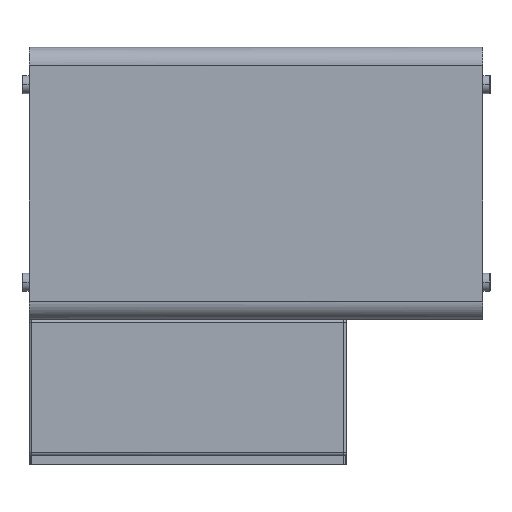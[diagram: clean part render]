
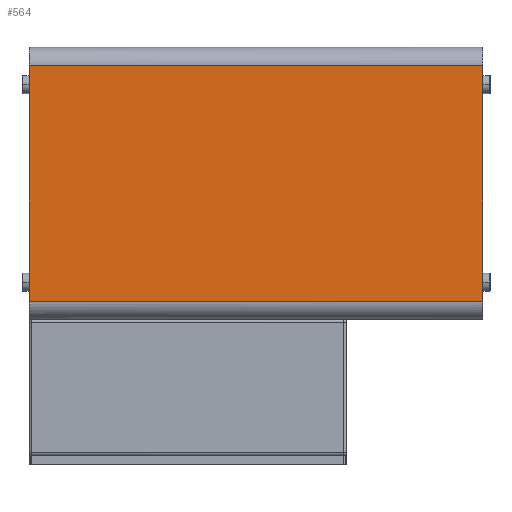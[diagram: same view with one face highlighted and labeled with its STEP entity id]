
A CAD part, left-side view. The second image highlights one B-rep face of the part: STEP entity #564.
In plain terms, the highlighted planar face has unit normal (-1, 0, 0).
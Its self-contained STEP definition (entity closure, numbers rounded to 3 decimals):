
#564=ADVANCED_FACE('',(#857),#4222,.T.);
#857=FACE_OUTER_BOUND('',#1195,.T.);
#1195=EDGE_LOOP('',(#2250,#2251,#2252,#2253));
#2250=ORIENTED_EDGE('',*,*,#3005,.T.);
#2251=ORIENTED_EDGE('',*,*,#3006,.T.);
#2252=ORIENTED_EDGE('',*,*,#2990,.T.);
#2253=ORIENTED_EDGE('',*,*,#3002,.F.);
#2990=EDGE_CURVE('',#4057,#4064,#3225,.T.);
#3002=EDGE_CURVE('',#4070,#4064,#3651,.T.);
#3005=EDGE_CURVE('',#4070,#4071,#3230,.T.);
#3006=EDGE_CURVE('',#4071,#4057,#3231,.T.);
#3225=B_SPLINE_CURVE_WITH_KNOTS('',1,(#8083,#8084),.UNSPECIFIED.,.F.,.F.,
(2,2),(-26.,0.),.UNSPECIFIED.);
#3230=B_SPLINE_CURVE_WITH_KNOTS('',1,(#8119,#8120),.UNSPECIFIED.,.F.,.F.,
(2,2),(0.,26.),.UNSPECIFIED.);
#3231=B_SPLINE_CURVE_WITH_KNOTS('',1,(#8121,#8122),.UNSPECIFIED.,.F.,.F.,
(2,2),(-32.5,17.5),.UNSPECIFIED.);
#3651=(
BOUNDED_CURVE()
B_SPLINE_CURVE(1,(#8111,#8112),.UNSPECIFIED.,.F.,.F.)
B_SPLINE_CURVE_WITH_KNOTS((2,2),(-8.75,16.25),.UNSPECIFIED.)
CURVE()
GEOMETRIC_REPRESENTATION_ITEM()
RATIONAL_B_SPLINE_CURVE((1.,1.))
REPRESENTATION_ITEM('')
);
#4057=VERTEX_POINT('',#7955);
#4064=VERTEX_POINT('',#7962);
#4070=VERTEX_POINT('',#7968);
#4071=VERTEX_POINT('',#7969);
#4222=PLANE('',#4535);
#4535=AXIS2_PLACEMENT_3D('',#7870,#4627,$);
#4627=DIRECTION('',(-1.,0.,0.));
#7870=CARTESIAN_POINT('',(0.,508.01,179.99));
#7955=CARTESIAN_POINT('',(0.,508.,440.));
#7962=CARTESIAN_POINT('',(0.,508.,180.));
#7968=CARTESIAN_POINT('',(0.,8.,180.));
#7969=CARTESIAN_POINT('',(0.,8.,440.));
#8083=CARTESIAN_POINT('',(0.,508.,440.));
#8084=CARTESIAN_POINT('',(0.,508.,180.));
#8111=CARTESIAN_POINT('',(0.,8.,180.));
#8112=CARTESIAN_POINT('',(0.,508.,180.));
#8119=CARTESIAN_POINT('',(0.,8.,180.));
#8120=CARTESIAN_POINT('',(0.,8.,440.));
#8121=CARTESIAN_POINT('',(0.,8.,440.));
#8122=CARTESIAN_POINT('',(0.,508.,440.));
